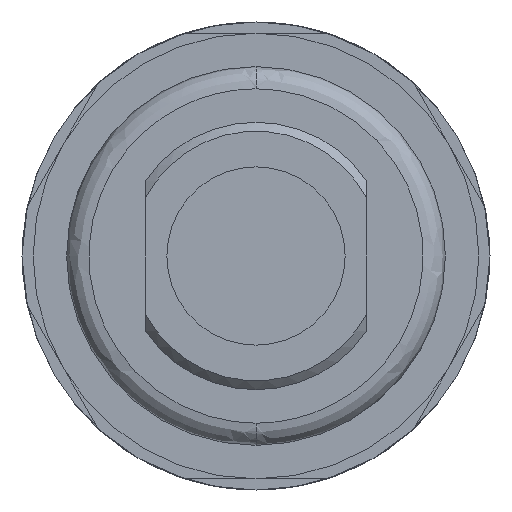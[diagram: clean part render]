
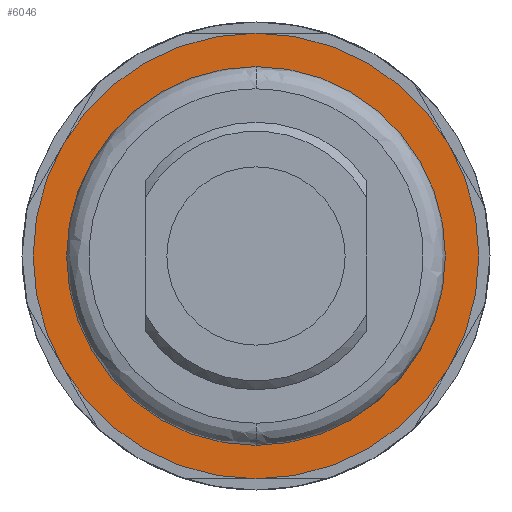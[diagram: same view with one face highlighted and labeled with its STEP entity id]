
A CAD part, front view. The second image highlights one B-rep face of the part: STEP entity #6046.
In plain terms, the highlighted planar face has unit normal (0, -1, 0).
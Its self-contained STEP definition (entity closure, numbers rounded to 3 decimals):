
#259 = CARTESIAN_POINT ( 'NONE',  ( 0., -8.5, -4.25 ) ) ;
#664 = AXIS2_PLACEMENT_3D ( 'NONE', #6392, #7043, #2935 ) ;
#1102 = VERTEX_POINT ( 'NONE', #1393 ) ;
#1393 = CARTESIAN_POINT ( 'NONE',  ( 0., -8.5, 5. ) ) ;
#1617 = AXIS2_PLACEMENT_3D ( 'NONE', #4635, #2025, #7359 ) ;
#1623 = DIRECTION ( 'NONE',  ( 0., -1., 0. ) ) ;
#1762 = CARTESIAN_POINT ( 'NONE',  ( 5., -8.5, 0. ) ) ;
#1957 = CARTESIAN_POINT ( 'NONE',  ( 0., -8.5, 4.25 ) ) ;
#2022 = CARTESIAN_POINT ( 'NONE',  ( 0., -8.5, -5. ) ) ;
#2025 = DIRECTION ( 'NONE',  ( 0., 1., 0. ) ) ;
#2145 = DIRECTION ( 'NONE',  ( 0., 1., 0. ) ) ;
#2327 = AXIS2_PLACEMENT_3D ( 'NONE', #5674, #1623, #3038 ) ;
#2410 = FACE_BOUND ( 'NONE', #7928, .T. ) ;
#2760 = CARTESIAN_POINT ( 'NONE',  ( 0., -8.5, 0. ) ) ;
#2935 = DIRECTION ( 'NONE',  ( 0., 0., 1. ) ) ;
#3038 = DIRECTION ( 'NONE',  ( 0., 0., 1. ) ) ;
#3320 = EDGE_CURVE ( 'NONE', #3692, #1102, #7777, .T. ) ;
#3417 = EDGE_CURVE ( 'NONE', #1102, #3692, #6715, .T. ) ;
#3571 = FACE_OUTER_BOUND ( 'NONE', #6932, .T. ) ;
#3692 = VERTEX_POINT ( 'NONE', #2022 ) ;
#3988 = ORIENTED_EDGE ( 'NONE', *, *, #7576, .F. ) ;
#4155 = CIRCLE ( 'NONE', #2327, 4.25 ) ;
#4384 = DIRECTION ( 'NONE',  ( 0., 1., 0. ) ) ;
#4402 = CIRCLE ( 'NONE', #664, 4.25 ) ;
#4635 = CARTESIAN_POINT ( 'NONE',  ( 0., -8.5, 0. ) ) ;
#5159 = PLANE ( 'NONE',  #7716 ) ;
#5254 = VERTEX_POINT ( 'NONE', #259 ) ;
#5538 = EDGE_CURVE ( 'NONE', #5254, #6316, #4155, .T. ) ;
#5674 = CARTESIAN_POINT ( 'NONE',  ( 0., -8.5, 0. ) ) ;
#5718 = DIRECTION ( 'NONE',  ( 0., 0., 1. ) ) ;
#5869 = ORIENTED_EDGE ( 'NONE', *, *, #3417, .F. ) ;
#6046 = ADVANCED_FACE ( 'NONE', ( #2410, #3571 ), #5159, .F. ) ;
#6316 = VERTEX_POINT ( 'NONE', #1957 ) ;
#6392 = CARTESIAN_POINT ( 'NONE',  ( 0., -8.5, 0. ) ) ;
#6405 = ORIENTED_EDGE ( 'NONE', *, *, #5538, .F. ) ;
#6715 = CIRCLE ( 'NONE', #8585, 5. ) ;
#6932 = EDGE_LOOP ( 'NONE', ( #5869, #7611 ) ) ;
#7043 = DIRECTION ( 'NONE',  ( 0., -1., 0. ) ) ;
#7359 = DIRECTION ( 'NONE',  ( 0., 0., 1. ) ) ;
#7503 = DIRECTION ( 'NONE',  ( 0., 0., 1. ) ) ;
#7576 = EDGE_CURVE ( 'NONE', #6316, #5254, #4402, .T. ) ;
#7611 = ORIENTED_EDGE ( 'NONE', *, *, #3320, .F. ) ;
#7716 = AXIS2_PLACEMENT_3D ( 'NONE', #1762, #4384, #5718 ) ;
#7777 = CIRCLE ( 'NONE', #1617, 5. ) ;
#7928 = EDGE_LOOP ( 'NONE', ( #3988, #6405 ) ) ;
#8585 = AXIS2_PLACEMENT_3D ( 'NONE', #2760, #2145, #7503 ) ;
